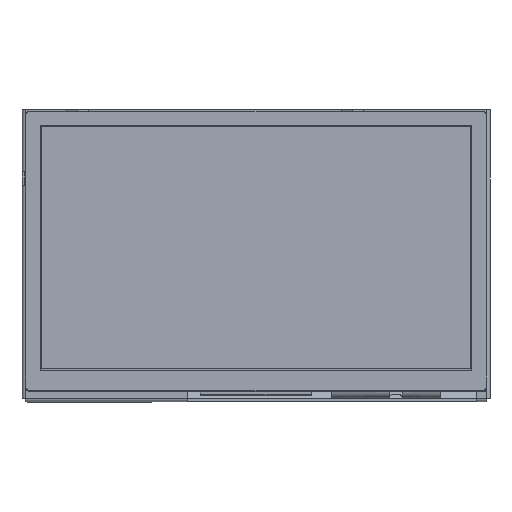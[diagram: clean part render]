
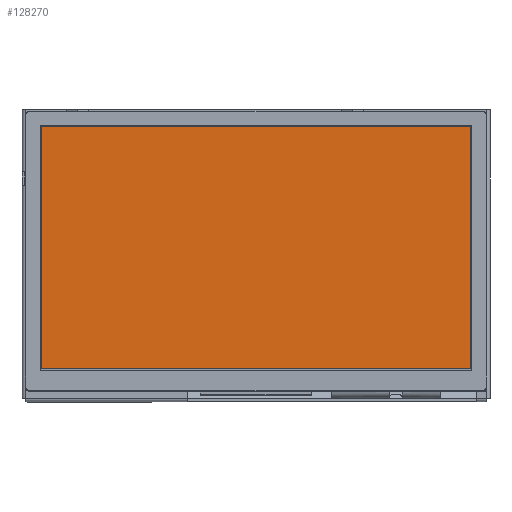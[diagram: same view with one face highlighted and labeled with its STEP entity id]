
A CAD part, top view. The second image highlights one B-rep face of the part: STEP entity #128270.
In plain terms, the highlighted planar face has unit normal (0, 0, 1).
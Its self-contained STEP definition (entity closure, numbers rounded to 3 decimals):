
#7630=PLANE('',#136216);
#14148=FACE_OUTER_BOUND('',#21263,.T.);
#21263=EDGE_LOOP('',(#120163,#120164,#120165,#120166));
#38094=LINE('',#210917,#53363);
#38097=LINE('',#210922,#53366);
#38099=LINE('',#210926,#53368);
#38101=LINE('',#210929,#53370);
#53363=VECTOR('',#166854,10.);
#53366=VECTOR('',#166859,10.);
#53368=VECTOR('',#166863,10.);
#53370=VECTOR('',#166867,10.);
#65375=VERTEX_POINT('',#210915);
#65376=VERTEX_POINT('',#210916);
#65377=VERTEX_POINT('',#210921);
#65378=VERTEX_POINT('',#210925);
#83628=EDGE_CURVE('',#65375,#65376,#38094,.T.);
#83631=EDGE_CURVE('',#65377,#65375,#38097,.T.);
#83633=EDGE_CURVE('',#65378,#65377,#38099,.T.);
#83635=EDGE_CURVE('',#65376,#65378,#38101,.T.);
#120163=ORIENTED_EDGE('',*,*,#83635,.T.);
#120164=ORIENTED_EDGE('',*,*,#83633,.T.);
#120165=ORIENTED_EDGE('',*,*,#83631,.T.);
#120166=ORIENTED_EDGE('',*,*,#83628,.T.);
#128270=ADVANCED_FACE('',(#14148),#7630,.T.);
#136216=AXIS2_PLACEMENT_3D('',#211112,#167055,#167056);
#166854=DIRECTION('',(1.,0.,0.));
#166859=DIRECTION('',(0.,-1.,0.));
#166863=DIRECTION('',(-1.,0.,0.));
#166867=DIRECTION('',(0.,1.,0.));
#167055=DIRECTION('center_axis',(0.,0.,
1.));
#167056=DIRECTION('ref_axis',(-1.,0.,0.));
#210915=CARTESIAN_POINT('',(-78.04,-43.96,6.37));
#210916=CARTESIAN_POINT('',(78.04,-43.96,6.37));
#210917=CARTESIAN_POINT('',(39.02,-43.96,6.37));
#210921=CARTESIAN_POINT('',(-78.04,43.96,6.37));
#210922=CARTESIAN_POINT('',(-78.04,-22.555,6.37));
#210925=CARTESIAN_POINT('',(78.04,43.96,6.37));
#210926=CARTESIAN_POINT('',(-39.02,43.96,6.37));
#210929=CARTESIAN_POINT('',(78.04,21.405,6.37));
#211112=CARTESIAN_POINT('Origin',(0.,-1.15,
6.37));
